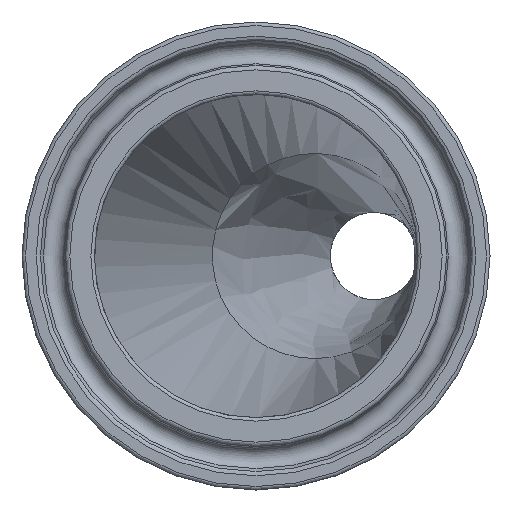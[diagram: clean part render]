
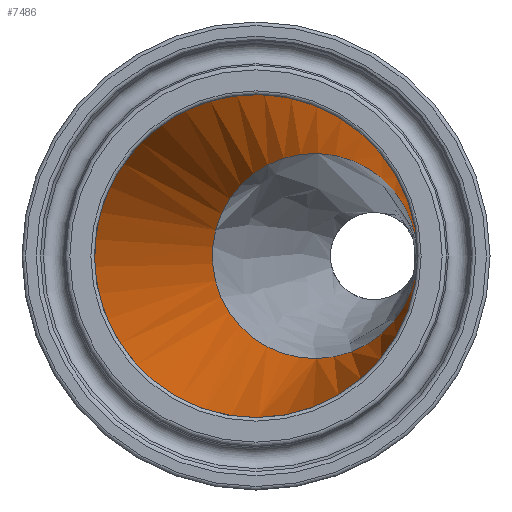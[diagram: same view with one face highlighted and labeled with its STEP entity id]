
A CAD part, left-side view. The second image highlights one B-rep face of the part: STEP entity #7486.
In plain terms, the highlighted free-form (B-spline) face has degree [1, 2] with [2, 9] control points.
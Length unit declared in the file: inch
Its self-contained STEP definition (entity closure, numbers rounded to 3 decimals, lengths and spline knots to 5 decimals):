
#39=(
BOUNDED_SURFACE()
B_SPLINE_SURFACE(1,2,((#17211,#17212,#17213,#17214,#17215,#17216,#17217,
#17218,#17219),(#17220,#17221,#17222,#17223,#17224,#17225,#17226,#17227,
#17228)),.UNSPECIFIED.,.F.,.T.,.F.)
B_SPLINE_SURFACE_WITH_KNOTS((2,2),(3,2,2,2,3),(-0.13172,3.04281),
(-3.14159,-1.5708,0.,1.5708,3.14159),
 .UNSPECIFIED.)
GEOMETRIC_REPRESENTATION_ITEM()
RATIONAL_B_SPLINE_SURFACE(((1.,0.707,1.,0.707,1.,
0.707,1.,0.707,1.),(1.,0.707,1.,0.707,
1.,0.707,1.,0.707,1.)))
REPRESENTATION_ITEM('')
SURFACE()
);
#250=CIRCLE('',#7764,0.685);
#251=CIRCLE('',#7765,0.685);
#252=CIRCLE('',#7766,0.435);
#253=CIRCLE('',#7767,0.435);
#254=CIRCLE('',#7768,0.435);
#1598=FACE_OUTER_BOUND('',#2055,.T.);
#2055=EDGE_LOOP('',(#6730,#6731,#6732,#6733,#6734,#6735,#6736));
#2668=B_SPLINE_CURVE_WITH_KNOTS('',1,(#17234,#17235),.UNSPECIFIED.,.F.,
 .F.,(2,2),(0.00187,2.96582),.UNSPECIFIED.);
#3401=VERTEX_POINT('',#17229);
#3402=VERTEX_POINT('',#17230);
#3403=VERTEX_POINT('',#17233);
#3404=VERTEX_POINT('',#17236);
#3405=VERTEX_POINT('',#17238);
#4522=EDGE_CURVE('',#3401,#3402,#250,.T.);
#4523=EDGE_CURVE('',#3402,#3401,#251,.T.);
#4524=EDGE_CURVE('',#3402,#3403,#2668,.T.);
#4525=EDGE_CURVE('',#3403,#3404,#252,.T.);
#4526=EDGE_CURVE('',#3404,#3405,#253,.T.);
#4527=EDGE_CURVE('',#3405,#3403,#254,.T.);
#6730=ORIENTED_EDGE('',*,*,#4522,.F.);
#6731=ORIENTED_EDGE('',*,*,#4523,.F.);
#6732=ORIENTED_EDGE('',*,*,#4524,.T.);
#6733=ORIENTED_EDGE('',*,*,#4525,.T.);
#6734=ORIENTED_EDGE('',*,*,#4526,.T.);
#6735=ORIENTED_EDGE('',*,*,#4527,.T.);
#6736=ORIENTED_EDGE('',*,*,#4524,.F.);
#7486=ADVANCED_FACE('',(#1598),#39,.T.);
#7764=AXIS2_PLACEMENT_3D('',#17231,#8696,#8697);
#7765=AXIS2_PLACEMENT_3D('',#17232,#8698,#8699);
#7766=AXIS2_PLACEMENT_3D('',#17237,#8700,#8701);
#7767=AXIS2_PLACEMENT_3D('',#17239,#8702,#8703);
#7768=AXIS2_PLACEMENT_3D('',#17240,#8704,#8705);
#8696=DIRECTION('center_axis',(1.,0.,0.));
#8697=DIRECTION('ref_axis',(0.,-0.015,1.));
#8698=DIRECTION('center_axis',(1.,0.,0.));
#8699=DIRECTION('ref_axis',(0.,-0.015,1.));
#8700=DIRECTION('center_axis',(1.,0.,0.));
#8701=DIRECTION('ref_axis',(0.,-0.026,-1.));
#8702=DIRECTION('center_axis',(1.,0.,0.));
#8703=DIRECTION('ref_axis',(0.,-0.026,-1.));
#8704=DIRECTION('center_axis',(1.,0.,0.));
#8705=DIRECTION('ref_axis',(0.,-0.026,-1.));
#17211=CARTESIAN_POINT('Ctrl Pts',(0.40986,0.00072,
-0.69619));
#17212=CARTESIAN_POINT('Ctrl Pts',(0.49428,0.68643,
-0.69619));
#17213=CARTESIAN_POINT('Ctrl Pts',(0.49428,0.68643,
0.));
#17214=CARTESIAN_POINT('Ctrl Pts',(0.49428,0.68643,
0.69619));
#17215=CARTESIAN_POINT('Ctrl Pts',(0.40986,0.00072,
0.69619));
#17216=CARTESIAN_POINT('Ctrl Pts',(0.32545,-0.685,0.69619));
#17217=CARTESIAN_POINT('Ctrl Pts',(0.32545,-0.685,0.));
#17218=CARTESIAN_POINT('Ctrl Pts',(0.32545,-0.685,-0.69619));
#17219=CARTESIAN_POINT('Ctrl Pts',(0.40986,0.00072,
-0.69619));
#17220=CARTESIAN_POINT('Ctrl Pts',(2.55195,-0.26299,
-0.42846));
#17221=CARTESIAN_POINT('Ctrl Pts',(2.6039,0.15902,-0.42846));
#17222=CARTESIAN_POINT('Ctrl Pts',(2.6039,0.15902,0.));
#17223=CARTESIAN_POINT('Ctrl Pts',(2.6039,0.15902,0.42846));
#17224=CARTESIAN_POINT('Ctrl Pts',(2.55195,-0.26299,
0.42846));
#17225=CARTESIAN_POINT('Ctrl Pts',(2.5,-0.685,0.42846));
#17226=CARTESIAN_POINT('Ctrl Pts',(2.5,-0.685,0.));
#17227=CARTESIAN_POINT('Ctrl Pts',(2.5,-0.685,-0.42846));
#17228=CARTESIAN_POINT('Ctrl Pts',(2.55195,-0.26299,
-0.42846));
#17229=CARTESIAN_POINT('',(0.5,-0.685,0.));
#17230=CARTESIAN_POINT('',(0.5,-0.01038,-0.68492));
#17231=CARTESIAN_POINT('Origin',(0.5,0.,0.));
#17232=CARTESIAN_POINT('Origin',(0.5,0.,0.));
#17233=CARTESIAN_POINT('',(2.5,-0.25659,-0.43495));
#17234=CARTESIAN_POINT('Ctrl Pts',(0.5,-0.01038,-0.68492));
#17235=CARTESIAN_POINT('Ctrl Pts',(2.5,-0.25659,-0.43495));
#17236=CARTESIAN_POINT('',(2.5,-0.26146,0.43485));
#17237=CARTESIAN_POINT('Origin',(2.5,-0.25,0.));
#17238=CARTESIAN_POINT('',(2.5,-0.685,0.));
#17239=CARTESIAN_POINT('Origin',(2.5,-0.25,0.));
#17240=CARTESIAN_POINT('Origin',(2.5,-0.25,0.));
